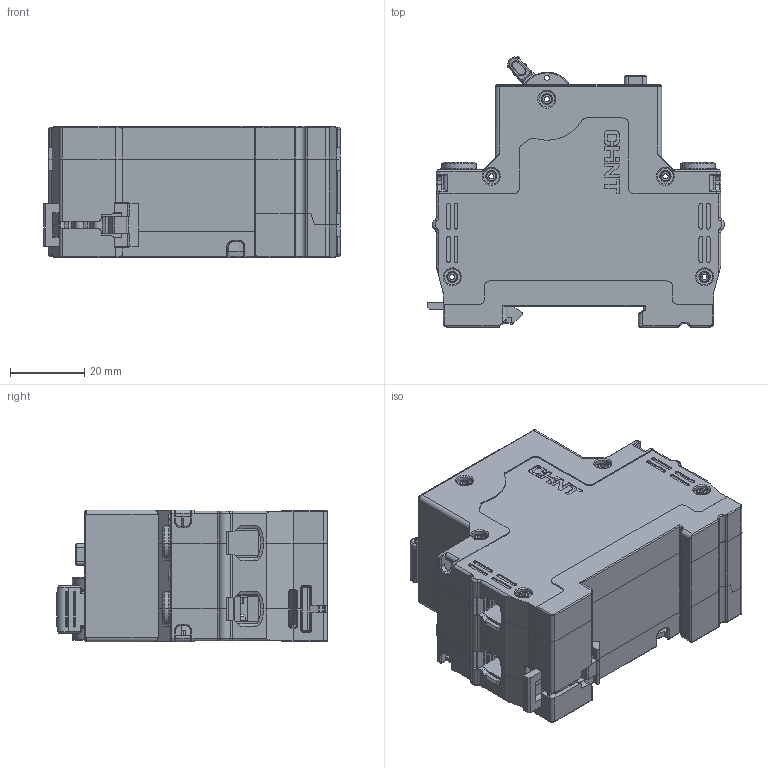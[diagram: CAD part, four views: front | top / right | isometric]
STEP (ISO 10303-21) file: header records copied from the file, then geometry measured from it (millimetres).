
FILE_DESCRIPTION((''),'2;1');
FILE_NAME('NXBLE-63Y_ASM','2020-10-09T15:48:35',('zdgs16'),(''),'CREO PARAMETRIC BY PTC INC, 2018020','CREO PARAMETRIC BY PTC INC, 2018020','');
FILE_SCHEMA(('CONFIG_CONTROL_DESIGN','SHAPE_APPEARANCE_LAYERS_GROUPS'));
Products named in the file (31): 8ZTD_022_604; 8ZTD_206_1200; _5ZTD_231_128_MODEL; 8ZTD_557_588_1-2; 8ZT-946-045-1; 8ZT-907-018-1; SHOUBIN-253-DANJI; 8ZTD_574_456_1-2; 8ZTD_574_004-35906; 8ZTD_907_035-37041; 8ZTD_574_004-38568; 8ZTD_907_035-39703; 8ZTD_050_551; 8ZTD_574_485_1_2; 8ZTD_441_118; 8ZTD_253_649; 8ZTD_574_457_1-2; 8ZTD_574_004-77402; 8ZTD_907_035-78537; 8ZTD_574_004-80064; 8ZTD_907_035-81199; 8ZTD_315_1216; MANIFOLD_SOLID_BREP_95-97666; MANIFOLD_SOLID_BREP_95-98000; MANIFOLD_SOLID_BREP_95-98334; MANIFOLD_SOLID_BREP_95-98668; MANIFOLD_SOLID_BREP_95-99002; 8ZTD_271_002; 8ZTD_322_085; NXBLE-63Y_1_ASM; NXBLE-63Y_ASM
Assembly tree (30 placements, depth 3):
  NXBLE-63Y_ASM
    NXBLE-63Y_1_ASM
      8ZTD_022_604
      8ZTD_206_1200
      _5ZTD_231_128_MODEL
      8ZTD_557_588_1-2
      8ZT-946-045-1
      8ZT-907-018-1
      SHOUBIN-253-DANJI
      8ZTD_574_456_1-2
      8ZTD_574_004-35906
      8ZTD_907_035-37041
      8ZTD_574_004-38568
      8ZTD_907_035-39703
      8ZTD_050_551
      8ZTD_574_485_1_2
      8ZTD_441_118
      8ZTD_253_649
      8ZTD_574_457_1-2
      8ZTD_574_004-77402
      8ZTD_907_035-78537
      8ZTD_574_004-80064
      8ZTD_907_035-81199
      8ZTD_315_1216
      MANIFOLD_SOLID_BREP_95-97666
      MANIFOLD_SOLID_BREP_95-98000
      MANIFOLD_SOLID_BREP_95-98334
      MANIFOLD_SOLID_BREP_95-98668
      MANIFOLD_SOLID_BREP_95-99002
      8ZTD_271_002
      8ZTD_322_085
Bounding box: 80.1 x 72.94 x 35.6 mm (x, y, z)
Volume: 46099 mm3; surface area: 74677.5 mm2
Topology: 27 solids, 29 shells, 4783 faces, 13598 edges, 8916 vertices
Faces by surface type: plane 2844, cylinder 1404, torus 259, cone 221, bspline 23, sphere 15, extrusion 12, revolution 5
Entity records: 175077 total; most frequent: CARTESIAN_POINT 30840, ORIENTED_EDGE 27125, DIRECTION 26621, EDGE_CURVE 13567, VECTOR 8982, LINE 8970, VERTEX_POINT 8916, AXIS2_PLACEMENT_3D 8817
